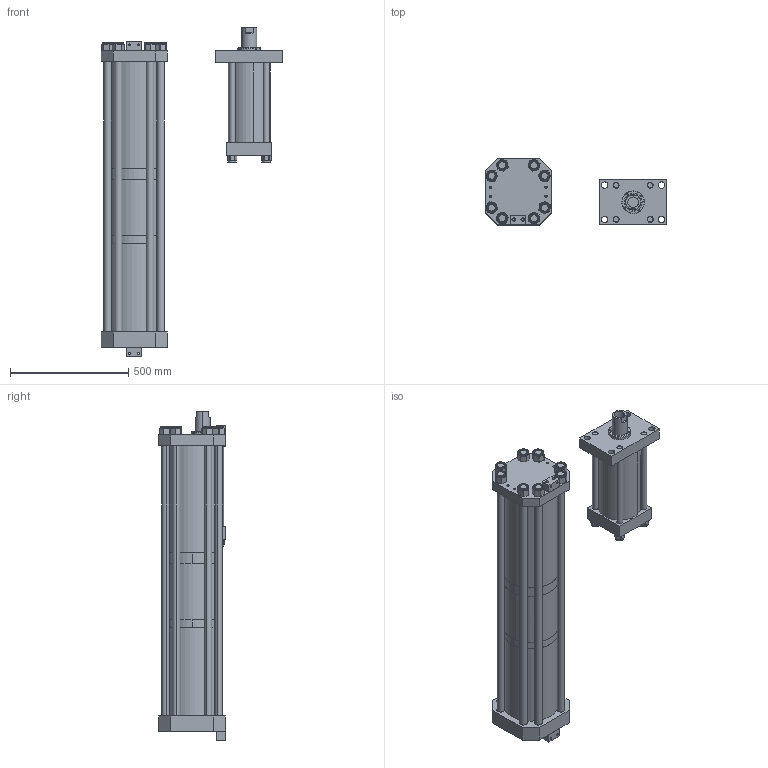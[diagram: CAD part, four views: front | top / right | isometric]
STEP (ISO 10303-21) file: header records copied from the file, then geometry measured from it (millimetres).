
FILE_DESCRIPTION (( 'STEP AP203' ), '1' );
FILE_NAME ('HPX-30-6.00-1.00-FH.STEP', '2021-01-15T16:07:15', ( '' ), ( '' ), 'SwSTEP 2.0', 'SolidWorks 2018', '' );
FILE_SCHEMA (( 'CONFIG_CONTROL_DESIGN' ));
Length unit declared in the file: inch
Products named in the file (18): E3003; E5061_HPX-30-6.00-1.00; E5063_HPX-30-6.00-1.00; E3004; F5062; G5010; E50BRK; ES3005_HPX-30-6.00-.50; E5013; E5011_HPX-30-6.00-.50; NLN 1.25; E3001_HPS-30-8.00; ES5014_HPX-30-6.00-1.00; E3059; Nut30; E5064; E3060_HPX-30-6.00-.50; HPX-30-6.00-1.00-FH
Assembly tree (38 placements, depth 2):
  HPX-30-6.00-1.00-FH
    E3059
    E3004
    NLN 1.25  x8
    E3003
    E3001_HPS-30-8.00
    E5013
    G5010
    F5062
    E5064
    E50BRK  x2
    E5061_HPX-30-6.00-1.00
    E5011_HPX-30-6.00-.50
    ES5014_HPX-30-6.00-1.00
    ES3005_HPX-30-6.00-.50
    E3060_HPX-30-6.00-.50  x4
    E5063_HPX-30-6.00-1.00  x8
    Nut30  x4
Bounding box: 768.35 x 279.4 x 1388.82 mm (x, y, z)
Volume: 37625234.3 mm3; surface area: 4472884.1 mm2
Topology: 38 solids, 38 shells, 847 faces, 2000 edges, 1277 vertices
Faces by surface type: cylinder 427, plane 336, cone 52, torus 32
Entity records: 17705 total; most frequent: CARTESIAN_POINT 3496, DIRECTION 2668, ORIENTED_EDGE 2236, EDGE_CURVE 1118, AXIS2_PLACEMENT_3D 1088, VERTEX_POINT 729, EDGE_LOOP 631, CIRCLE 572
